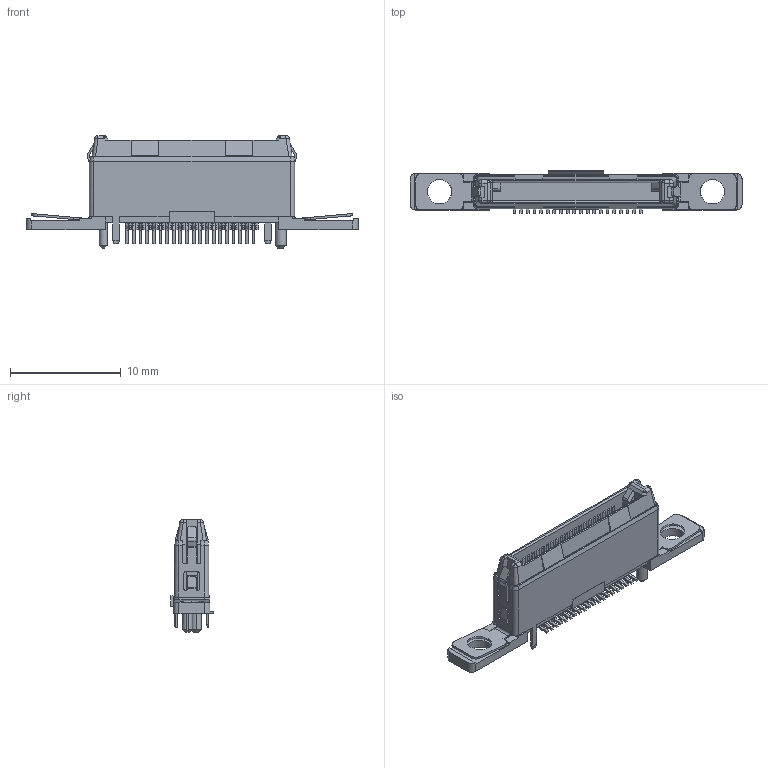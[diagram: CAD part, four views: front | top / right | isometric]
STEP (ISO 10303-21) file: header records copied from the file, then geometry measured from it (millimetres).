
FILE_DESCRIPTION((''),'2;1');
FILE_NAME('C-2129261-1','2021-11-10T02:05:19',('workeradm'),('TE Connectivity Ltd.'),'CREO PARAMETRIC BY PTC INC, 2021072','CREO PARAMETRIC BY PTC INC, 2021072','');
FILE_SCHEMA(('AUTOMOTIVE_DESIGN { 1 0 10303 214 1 1 1 1 }'));
Length unit declared in the file: millimetre
Products named in the file (1): C-2129261-1
Bounding box: 29.95 x 3.81 x 10.17 mm (x, y, z)
Volume: 332.1 mm3; surface area: 1289.2 mm2
Topology: 1 solids, 1 shells, 931 faces, 2611 edges, 1710 vertices
Faces by surface type: plane 649, cylinder 262, cone 8, bspline 8, sphere 4
Entity records: 30275 total; most frequent: CARTESIAN_POINT 5684, ORIENTED_EDGE 5222, DIRECTION 4941, EDGE_CURVE 2611, VECTOR 2047, LINE 2047, VERTEX_POINT 1710, AXIS2_PLACEMENT_3D 1447
